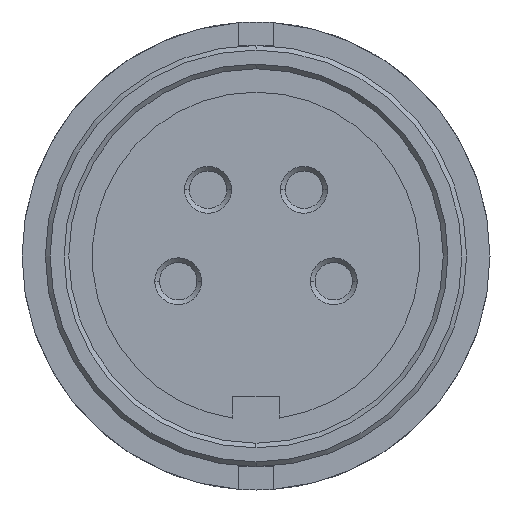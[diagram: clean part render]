
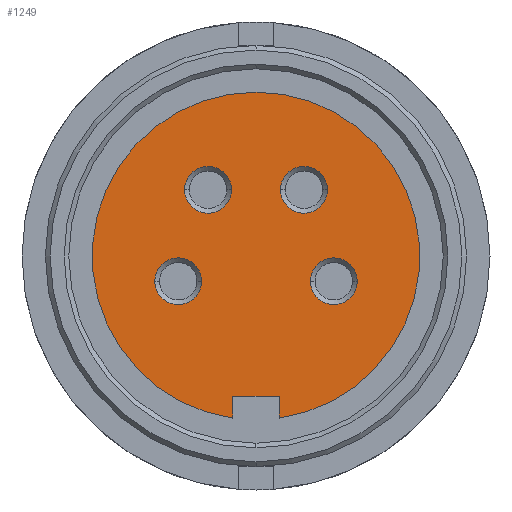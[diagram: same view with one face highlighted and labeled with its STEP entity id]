
A CAD part, front view. The second image highlights one B-rep face of the part: STEP entity #1249.
In plain terms, the highlighted planar face has unit normal (0, -1, 0).
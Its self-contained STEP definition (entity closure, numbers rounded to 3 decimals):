
#515=CARTESIAN_POINT('',(0.,-12.5,7.0));
#516=VERTEX_POINT('',#515);
#525=CARTESIAN_POINT('',(1.,-12.5,-6.928));
#526=VERTEX_POINT('',#525);
#527=CARTESIAN_POINT('',(0.0,-12.5,0.));
#528=DIRECTION('',(0.0,1.0,0.0));
#529=DIRECTION('',(0.0,0.0,1.0));
#530=AXIS2_PLACEMENT_3D('',#527,#528,#529);
#531=CIRCLE('',#530,7.);
#532=EDGE_CURVE('',#516,#526,#531,.T.);
#599=CARTESIAN_POINT('',(-1.05,-12.5,2.83));
#600=VERTEX_POINT('',#599);
#608=CARTESIAN_POINT('',(-3.05,-12.5,2.83));
#609=VERTEX_POINT('',#608);
#616=CARTESIAN_POINT('',(-2.05,-12.5,2.83));
#617=DIRECTION('',(0.0,-1.0,0.0));
#618=DIRECTION('',(1.0,0.0,0.0));
#619=AXIS2_PLACEMENT_3D('',#616,#617,#618);
#620=CIRCLE('',#619,1.);
#621=EDGE_CURVE('',#609,#600,#620,.T.);
#673=CARTESIAN_POINT('',(4.325,-12.5,-1.08));
#674=VERTEX_POINT('',#673);
#682=CARTESIAN_POINT('',(2.325,-12.5,-1.08));
#683=VERTEX_POINT('',#682);
#690=CARTESIAN_POINT('',(3.325,-12.5,-1.08));
#691=DIRECTION('',(0.0,-1.0,0.0));
#692=DIRECTION('',(1.0,0.0,0.0));
#693=AXIS2_PLACEMENT_3D('',#690,#691,#692);
#694=CIRCLE('',#693,1.);
#695=EDGE_CURVE('',#683,#674,#694,.T.);
#747=CARTESIAN_POINT('',(-2.325,-12.5,-1.08));
#748=VERTEX_POINT('',#747);
#756=CARTESIAN_POINT('',(-4.325,-12.5,-1.08));
#757=VERTEX_POINT('',#756);
#764=CARTESIAN_POINT('',(-3.325,-12.5,-1.08));
#765=DIRECTION('',(0.0,-1.0,0.0));
#766=DIRECTION('',(1.0,0.0,0.0));
#767=AXIS2_PLACEMENT_3D('',#764,#765,#766);
#768=CIRCLE('',#767,1.);
#769=EDGE_CURVE('',#757,#748,#768,.T.);
#821=CARTESIAN_POINT('',(3.05,-12.5,2.83));
#822=VERTEX_POINT('',#821);
#830=CARTESIAN_POINT('',(1.05,-12.5,2.83));
#831=VERTEX_POINT('',#830);
#838=CARTESIAN_POINT('',(2.05,-12.5,2.83));
#839=DIRECTION('',(0.0,-1.0,0.0));
#840=DIRECTION('',(1.0,0.0,0.0));
#841=AXIS2_PLACEMENT_3D('',#838,#839,#840);
#842=CIRCLE('',#841,1.);
#843=EDGE_CURVE('',#831,#822,#842,.T.);
#1158=CARTESIAN_POINT('',(2.05,-12.5,2.83));
#1159=DIRECTION('',(0.0,-1.0,0.0));
#1160=DIRECTION('',(1.0,0.0,0.0));
#1161=AXIS2_PLACEMENT_3D('',#1158,#1159,#1160);
#1162=CIRCLE('',#1161,1.);
#1163=EDGE_CURVE('',#822,#831,#1162,.T.);
#1176=CARTESIAN_POINT('',(0.0,-12.5,3.5));
#1177=DIRECTION('',(0.0,-1.0,0.0));
#1178=DIRECTION('',(0.0,0.0,-1.0));
#1179=AXIS2_PLACEMENT_3D('',#1176,#1177,#1178);
#1180=PLANE('',#1179);
#1181=CARTESIAN_POINT('',(-1.,-12.5,-6.928));
#1182=VERTEX_POINT('',#1181);
#1183=CARTESIAN_POINT('',(-1.,-12.5,-6.));
#1184=VERTEX_POINT('',#1183);
#1185=CARTESIAN_POINT('',(-1.,-12.5,-6.928));
#1186=DIRECTION('',(0.0,0.0,1.0));
#1187=VECTOR('',#1186,0.928);
#1188=LINE('',#1185,#1187);
#1189=EDGE_CURVE('',#1182,#1184,#1188,.T.);
#1190=ORIENTED_EDGE('',*,*,#1189,.T.);
#1191=CARTESIAN_POINT('',(1.,-12.5,-6.));
#1192=VERTEX_POINT('',#1191);
#1193=CARTESIAN_POINT('',(-1.,-12.5,-6.));
#1194=DIRECTION('',(1.0,0.0,0.0));
#1195=VECTOR('',#1194,2.0);
#1196=LINE('',#1193,#1195);
#1197=EDGE_CURVE('',#1184,#1192,#1196,.T.);
#1198=ORIENTED_EDGE('',*,*,#1197,.T.);
#1199=CARTESIAN_POINT('',(1.,-12.5,-6.));
#1200=DIRECTION('',(0.0,0.0,-1.0));
#1201=VECTOR('',#1200,0.928);
#1202=LINE('',#1199,#1201);
#1203=EDGE_CURVE('',#1192,#526,#1202,.T.);
#1204=ORIENTED_EDGE('',*,*,#1203,.T.);
#1205=ORIENTED_EDGE('',*,*,#532,.F.);
#1206=CARTESIAN_POINT('',(0.0,-12.5,0.));
#1207=DIRECTION('',(0.0,1.0,0.0));
#1208=DIRECTION('',(0.0,0.0,1.0));
#1209=AXIS2_PLACEMENT_3D('',#1206,#1207,#1208);
#1210=CIRCLE('',#1209,7.);
#1211=EDGE_CURVE('',#1182,#516,#1210,.T.);
#1212=ORIENTED_EDGE('',*,*,#1211,.F.);
#1213=EDGE_LOOP('',(#1190,#1198,#1204,#1205,#1212));
#1214=FACE_OUTER_BOUND('',#1213,.T.);
#1215=ORIENTED_EDGE('',*,*,#769,.F.);
#1216=CARTESIAN_POINT('',(-3.325,-12.5,-1.08));
#1217=DIRECTION('',(0.0,-1.0,0.0));
#1218=DIRECTION('',(1.0,0.0,0.0));
#1219=AXIS2_PLACEMENT_3D('',#1216,#1217,#1218);
#1220=CIRCLE('',#1219,1.);
#1221=EDGE_CURVE('',#748,#757,#1220,.T.);
#1222=ORIENTED_EDGE('',*,*,#1221,.F.);
#1223=EDGE_LOOP('',(#1215,#1222));
#1224=FACE_BOUND('',#1223,.T.);
#1225=ORIENTED_EDGE('',*,*,#621,.F.);
#1226=CARTESIAN_POINT('',(-2.05,-12.5,2.83));
#1227=DIRECTION('',(0.0,-1.0,0.0));
#1228=DIRECTION('',(1.0,0.0,0.0));
#1229=AXIS2_PLACEMENT_3D('',#1226,#1227,#1228);
#1230=CIRCLE('',#1229,1.);
#1231=EDGE_CURVE('',#600,#609,#1230,.T.);
#1232=ORIENTED_EDGE('',*,*,#1231,.F.);
#1233=EDGE_LOOP('',(#1225,#1232));
#1234=FACE_BOUND('',#1233,.T.);
#1235=ORIENTED_EDGE('',*,*,#695,.F.);
#1236=CARTESIAN_POINT('',(3.325,-12.5,-1.08));
#1237=DIRECTION('',(0.0,-1.0,0.0));
#1238=DIRECTION('',(1.0,0.0,0.0));
#1239=AXIS2_PLACEMENT_3D('',#1236,#1237,#1238);
#1240=CIRCLE('',#1239,1.);
#1241=EDGE_CURVE('',#674,#683,#1240,.T.);
#1242=ORIENTED_EDGE('',*,*,#1241,.F.);
#1243=EDGE_LOOP('',(#1235,#1242));
#1244=FACE_BOUND('',#1243,.T.);
#1245=ORIENTED_EDGE('',*,*,#843,.F.);
#1246=ORIENTED_EDGE('',*,*,#1163,.F.);
#1247=EDGE_LOOP('',(#1245,#1246));
#1248=FACE_BOUND('',#1247,.T.);
#1249=ADVANCED_FACE('',(#1214,#1224,#1234,#1244,#1248),#1180,.T.);
